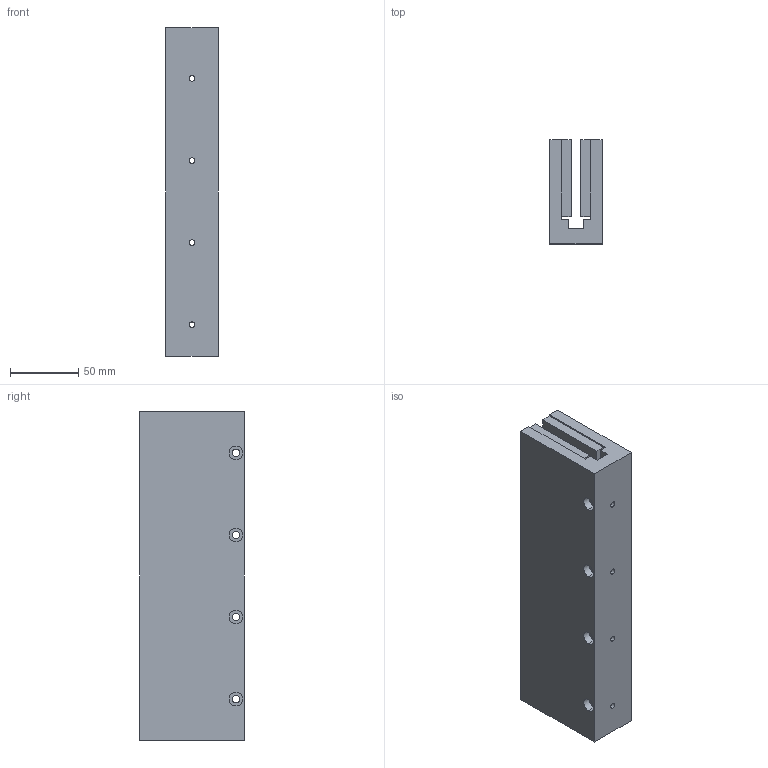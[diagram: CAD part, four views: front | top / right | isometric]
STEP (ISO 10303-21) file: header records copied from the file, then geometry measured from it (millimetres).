
FILE_DESCRIPTION (( 'STEP AP203' ), '1' );
FILE_NAME ('ZWU-30B-240MNS-MODEL-A01.step', '2022-09-08T12:52:12', ( '' ), ( '' ), 'SwSTEP 2.0', 'SolidWorks 2020', '' );
FILE_SCHEMA (( 'CONFIG_CONTROL_DESIGN' ));
Length unit declared in the file: millimetre
Products named in the file (1): ZWU-30B-240MNS-MODEL-A01
Bounding box: 38.1 x 76.2 x 240 mm (x, y, z)
Volume: 540583.6 mm3; surface area: 123831.6 mm2
Topology: 1 solids, 1 shells, 214 faces, 516 edges, 344 vertices
Faces by surface type: plane 182, cylinder 32
Entity records: 6273 total; most frequent: CARTESIAN_POINT 1075, ORIENTED_EDGE 1032, DIRECTION 1010, EDGE_CURVE 516, LINE 452, VECTOR 452, VERTEX_POINT 344, AXIS2_PLACEMENT_3D 279
